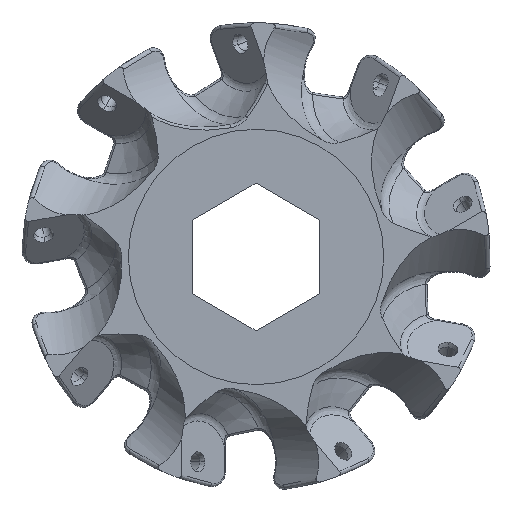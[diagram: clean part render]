
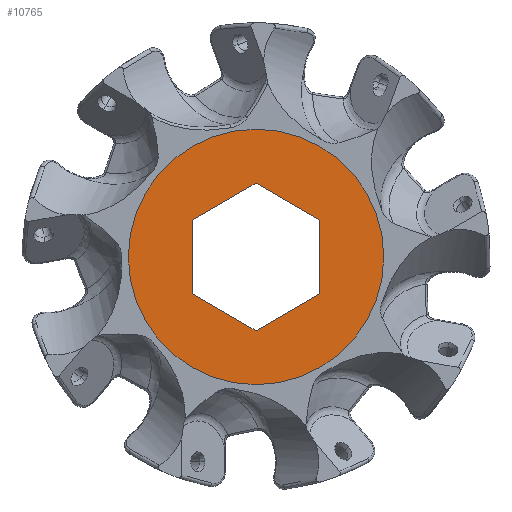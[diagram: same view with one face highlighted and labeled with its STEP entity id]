
A CAD part, front view. The second image highlights one B-rep face of the part: STEP entity #10765.
In plain terms, the highlighted planar face has unit normal (0, -1, 0).
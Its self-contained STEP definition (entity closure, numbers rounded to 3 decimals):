
#36 = ORIENTED_EDGE ( 'NONE', *, *, #10589, .T. ) ;
#172 = EDGE_LOOP ( 'NONE', ( #5198, #6031 ) ) ;
#260 = DIRECTION ( 'NONE',  ( 0.866, 0., -0.5 ) ) ;
#457 = LINE ( 'NONE', #3746, #2459 ) ;
#487 = PLANE ( 'NONE',  #10228 ) ;
#540 = DIRECTION ( 'NONE',  ( 0., 0., -1. ) ) ;
#584 = CIRCLE ( 'NONE', #1477, 24. ) ;
#674 = VERTEX_POINT ( 'NONE', #8560 ) ;
#851 = VECTOR ( 'NONE', #2408, 1000. ) ;
#872 = CIRCLE ( 'NONE', #8767, 24. ) ;
#1378 = DIRECTION ( 'NONE',  ( 0., -1., 0. ) ) ;
#1477 = AXIS2_PLACEMENT_3D ( 'NONE', #1690, #3368, #7552 ) ;
#1502 = VERTEX_POINT ( 'NONE', #1598 ) ;
#1517 = CARTESIAN_POINT ( 'NONE',  ( -12., 2., -6.928 ) ) ;
#1598 = CARTESIAN_POINT ( 'NONE',  ( 0., 2., -13.856 ) ) ;
#1690 = CARTESIAN_POINT ( 'NONE',  ( 0., 2., 0. ) ) ;
#1754 = ORIENTED_EDGE ( 'NONE', *, *, #6964, .T. ) ;
#1935 = LINE ( 'NONE', #9578, #7568 ) ;
#2333 = DIRECTION ( 'NONE',  ( 0., 0., -1. ) ) ;
#2350 = ORIENTED_EDGE ( 'NONE', *, *, #6689, .T. ) ;
#2408 = DIRECTION ( 'NONE',  ( 0., 0., -1. ) ) ;
#2459 = VECTOR ( 'NONE', #10545, 1000. ) ;
#2802 = CARTESIAN_POINT ( 'NONE',  ( 0., 2., -13.856 ) ) ;
#2911 = CARTESIAN_POINT ( 'NONE',  ( 0., 2., -24. ) ) ;
#3059 = CARTESIAN_POINT ( 'NONE',  ( 0., 2., 0. ) ) ;
#3133 = EDGE_CURVE ( 'NONE', #4949, #6898, #6663, .T. ) ;
#3368 = DIRECTION ( 'NONE',  ( 0., 1., 0. ) ) ;
#3522 = EDGE_LOOP ( 'NONE', ( #3531, #9012, #10887, #36, #1754, #2350 ) ) ;
#3531 = ORIENTED_EDGE ( 'NONE', *, *, #10863, .T. ) ;
#3546 = VECTOR ( 'NONE', #7439, 1000. ) ;
#3746 = CARTESIAN_POINT ( 'NONE',  ( 12., 2., -6.928 ) ) ;
#3866 = CARTESIAN_POINT ( 'NONE',  ( -12., 2., 6.928 ) ) ;
#4053 = VERTEX_POINT ( 'NONE', #9536 ) ;
#4717 = CARTESIAN_POINT ( 'NONE',  ( 0., 2., 13.856 ) ) ;
#4949 = VERTEX_POINT ( 'NONE', #9492 ) ;
#5198 = ORIENTED_EDGE ( 'NONE', *, *, #5562, .F. ) ;
#5562 = EDGE_CURVE ( 'NONE', #674, #6570, #872, .T. ) ;
#5569 = FACE_OUTER_BOUND ( 'NONE', #172, .T. ) ;
#5726 = CARTESIAN_POINT ( 'NONE',  ( 0., 2., 0. ) ) ;
#6031 = ORIENTED_EDGE ( 'NONE', *, *, #7372, .F. ) ;
#6335 = LINE ( 'NONE', #3866, #8141 ) ;
#6440 = DIRECTION ( 'NONE',  ( 0.866, 0., 0.5 ) ) ;
#6570 = VERTEX_POINT ( 'NONE', #2911 ) ;
#6663 = LINE ( 'NONE', #1517, #3546 ) ;
#6689 = EDGE_CURVE ( 'NONE', #4053, #1502, #457, .T. ) ;
#6717 = VERTEX_POINT ( 'NONE', #10658 ) ;
#6804 = LINE ( 'NONE', #9416, #851 ) ;
#6898 = VERTEX_POINT ( 'NONE', #8874 ) ;
#6964 = EDGE_CURVE ( 'NONE', #6717, #4053, #6804, .T. ) ;
#7044 = VECTOR ( 'NONE', #10221, 1000. ) ;
#7372 = EDGE_CURVE ( 'NONE', #6570, #674, #584, .T. ) ;
#7439 = DIRECTION ( 'NONE',  ( 0., 0., 1. ) ) ;
#7552 = DIRECTION ( 'NONE',  ( 0., 0., -1. ) ) ;
#7566 = VERTEX_POINT ( 'NONE', #4717 ) ;
#7568 = VECTOR ( 'NONE', #260, 1000. ) ;
#7637 = EDGE_CURVE ( 'NONE', #6898, #7566, #6335, .T. ) ;
#8141 = VECTOR ( 'NONE', #6440, 1000. ) ;
#8202 = FACE_BOUND ( 'NONE', #3522, .T. ) ;
#8560 = CARTESIAN_POINT ( 'NONE',  ( 0., 2., 24. ) ) ;
#8767 = AXIS2_PLACEMENT_3D ( 'NONE', #5726, #10186, #2333 ) ;
#8874 = CARTESIAN_POINT ( 'NONE',  ( -12., 2., 6.928 ) ) ;
#9012 = ORIENTED_EDGE ( 'NONE', *, *, #3133, .T. ) ;
#9416 = CARTESIAN_POINT ( 'NONE',  ( 12., 2., 6.928 ) ) ;
#9492 = CARTESIAN_POINT ( 'NONE',  ( -12., 2., -6.928 ) ) ;
#9536 = CARTESIAN_POINT ( 'NONE',  ( 12., 2., -6.928 ) ) ;
#9578 = CARTESIAN_POINT ( 'NONE',  ( 0., 2., 13.856 ) ) ;
#10186 = DIRECTION ( 'NONE',  ( 0., 1., 0. ) ) ;
#10221 = DIRECTION ( 'NONE',  ( -0.866, 0., 0.5 ) ) ;
#10228 = AXIS2_PLACEMENT_3D ( 'NONE', #3059, #1378, #540 ) ;
#10439 = LINE ( 'NONE', #2802, #7044 ) ;
#10545 = DIRECTION ( 'NONE',  ( -0.866, 0., -0.5 ) ) ;
#10589 = EDGE_CURVE ( 'NONE', #7566, #6717, #1935, .T. ) ;
#10658 = CARTESIAN_POINT ( 'NONE',  ( 12., 2., 6.928 ) ) ;
#10765 = ADVANCED_FACE ( 'NONE', ( #8202, #5569 ), #487, .T. ) ;
#10863 = EDGE_CURVE ( 'NONE', #1502, #4949, #10439, .T. ) ;
#10887 = ORIENTED_EDGE ( 'NONE', *, *, #7637, .T. ) ;
